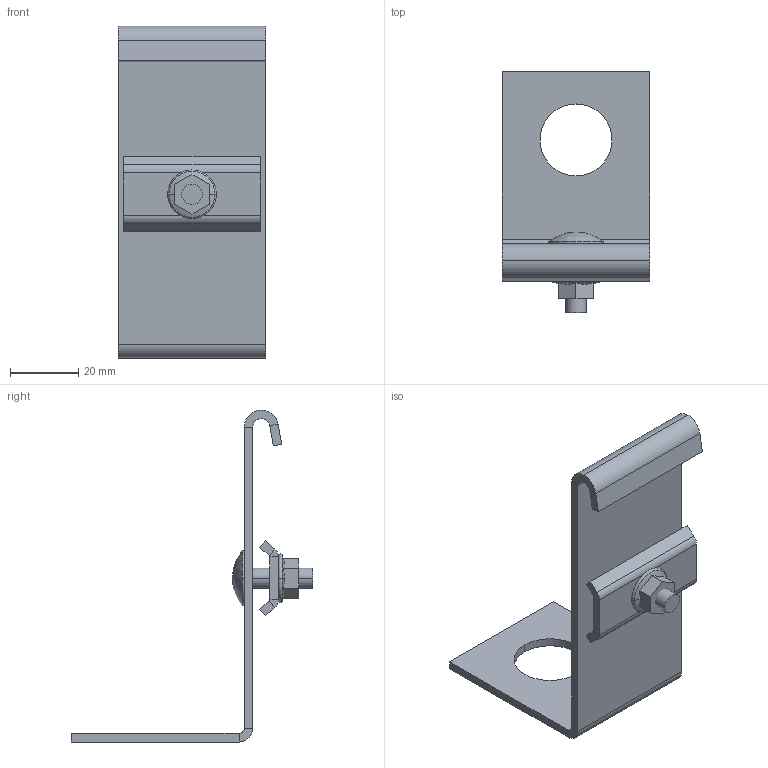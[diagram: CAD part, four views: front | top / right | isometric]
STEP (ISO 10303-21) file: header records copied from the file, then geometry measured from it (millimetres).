
FILE_DESCRIPTION (( 'STEP AP214' ), '1' );
FILE_NAME ('6015425.STEP', '2016-05-03T12:59:02', ( '' ), ( '' ), 'SwSTEP 2.0', 'SolidWorks 2014', '' );
FILE_SCHEMA (( 'AUTOMOTIVE_DESIGN' ));
Length unit declared in the file: millimetre
Products named in the file (5): 6015425; KTS 14.001-039_M6x20; 059931_Standard; 009561_Hexagon Flange Nut DIN 6923 - M6 - C; 059930_Ausf�hrung mit �21 l�nge53
Assembly tree (4 placements, depth 2):
  6015425
    059930_Ausf�hrung mit �21 l�nge53
    009561_Hexagon Flange Nut DIN 6923 - M6 - C
    059931_Standard
    KTS 14.001-039_M6x20
Bounding box: 43 x 70.5 x 97 mm (x, y, z)
Volume: 19630.3 mm3; surface area: 17556.2 mm2
Topology: 4 solids, 4 shells, 78 faces, 172 edges, 103 vertices
Faces by surface type: plane 54, cylinder 18, cone 2, torus 2, sphere 2
Entity records: 2330 total; most frequent: CARTESIAN_POINT 392, DIRECTION 378, ORIENTED_EDGE 344, EDGE_CURVE 172, AXIS2_PLACEMENT_3D 129, VECTOR 120, LINE 120, VERTEX_POINT 103
